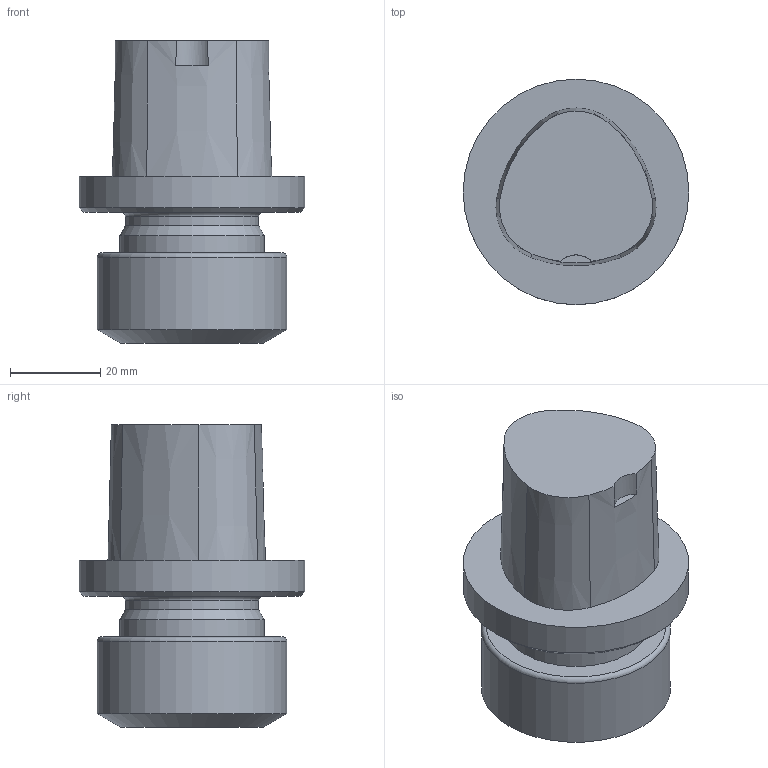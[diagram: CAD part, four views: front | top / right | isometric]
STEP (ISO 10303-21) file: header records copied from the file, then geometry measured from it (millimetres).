
FILE_DESCRIPTION(/* description */ (''),/* implementation_level */ '2;1');
FILE_NAME(/* name */ '1520936632346.stp',/* time_stamp */ '2018-03-13T11:23:58+01:00',/* author */ (''),/* organization */ ('SMS'),/* preprocessor_version */ 'ST-DEVELOPER v15',/* originating_system */ 'SIEMENS PLM Software NX 8.5',/* authorisation */ '');
FILE_SCHEMA (('AUTOMOTIVE_DESIGN { 1 0 10303 214 3 1 1 1 }'));
Length unit declared in the file: millimetre
Products named in the file (1): 201513576mod000_00
Bounding box: 50 x 50 x 67 mm (x, y, z)
Volume: 76534.3 mm3; surface area: 12689.1 mm2
Topology: 1 solids, 1 shells, 22 faces, 48 edges, 34 vertices
Faces by surface type: cone 9, plane 6, cylinder 5, torus 2
Full cylindrical faces by diameter (mm): 29.5 x1, 32 x1, 42 x1, 50 x1
Entity records: 615 total; most frequent: DIRECTION 114, CARTESIAN_POINT 99, ORIENTED_EDGE 72, AXIS2_PLACEMENT_3D 54, EDGE_CURVE 36, EDGE_LOOP 34, VERTEX_POINT 28, CIRCLE 28
